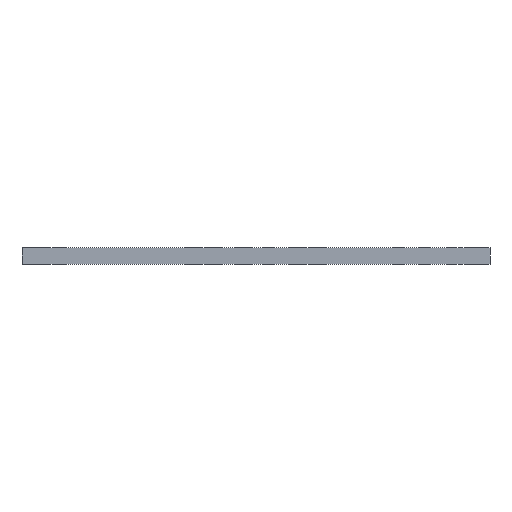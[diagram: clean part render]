
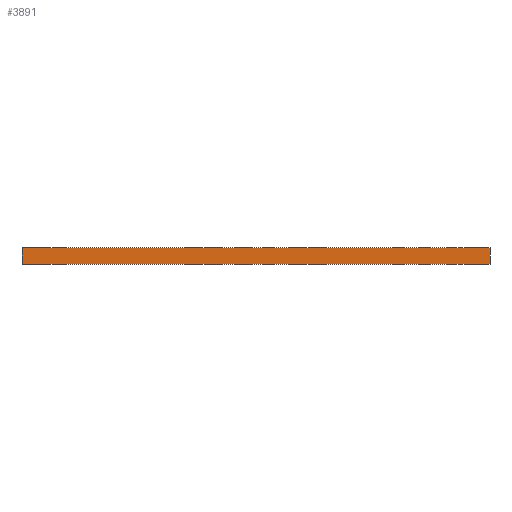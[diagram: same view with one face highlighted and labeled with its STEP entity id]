
A CAD part, front view. The second image highlights one B-rep face of the part: STEP entity #3891.
In plain terms, the highlighted planar face has unit normal (0, -1, 0).
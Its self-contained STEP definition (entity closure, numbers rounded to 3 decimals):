
#83 = PLANE('',#84);
#84 = AXIS2_PLACEMENT_3D('',#85,#86,#87);
#85 = CARTESIAN_POINT('',(148.501,-105.004,1.6));
#86 = DIRECTION('',(-0.,-0.,-1.));
#87 = DIRECTION('',(-1.,0.,0.));
#137 = PLANE('',#138);
#138 = AXIS2_PLACEMENT_3D('',#139,#140,#141);
#139 = CARTESIAN_POINT('',(148.501,-105.004,0.));
#140 = DIRECTION('',(-0.,-0.,-1.));
#141 = DIRECTION('',(-1.,0.,0.));
#630 = VERTEX_POINT('',#631);
#631 = CARTESIAN_POINT('',(171.361,-129.134,0.));
#645 = PLANE('',#646);
#646 = AXIS2_PLACEMENT_3D('',#647,#648,#649);
#647 = CARTESIAN_POINT('',(171.361,-125.705,0.));
#648 = DIRECTION('',(1.,0.,-0.));
#649 = DIRECTION('',(0.,-1.,0.));
#657 = EDGE_CURVE('',#630,#658,#660,.T.);
#658 = VERTEX_POINT('',#659);
#659 = CARTESIAN_POINT('',(125.641,-129.134,0.));
#660 = SURFACE_CURVE('',#661,(#665,#672),.PCURVE_S1.);
#661 = LINE('',#662,#663);
#662 = CARTESIAN_POINT('',(171.361,-129.134,0.));
#663 = VECTOR('',#664,1.);
#664 = DIRECTION('',(-1.,0.,0.));
#665 = PCURVE('',#137,#666);
#666 = DEFINITIONAL_REPRESENTATION('',(#667),#671);
#667 = LINE('',#668,#669);
#668 = CARTESIAN_POINT('',(-22.86,-24.13));
#669 = VECTOR('',#670,1.);
#670 = DIRECTION('',(1.,0.));
#671 = ( GEOMETRIC_REPRESENTATION_CONTEXT(2) 
PARAMETRIC_REPRESENTATION_CONTEXT() REPRESENTATION_CONTEXT('2D SPACE',''
  ) );
#672 = PCURVE('',#673,#678);
#673 = PLANE('',#674);
#674 = AXIS2_PLACEMENT_3D('',#675,#676,#677);
#675 = CARTESIAN_POINT('',(171.361,-129.134,0.));
#676 = DIRECTION('',(0.,-1.,0.));
#677 = DIRECTION('',(-1.,0.,0.));
#678 = DEFINITIONAL_REPRESENTATION('',(#679),#683);
#679 = LINE('',#680,#681);
#680 = CARTESIAN_POINT('',(0.,-0.));
#681 = VECTOR('',#682,1.);
#682 = DIRECTION('',(1.,0.));
#683 = ( GEOMETRIC_REPRESENTATION_CONTEXT(2) 
PARAMETRIC_REPRESENTATION_CONTEXT() REPRESENTATION_CONTEXT('2D SPACE',''
  ) );
#701 = PLANE('',#702);
#702 = AXIS2_PLACEMENT_3D('',#703,#704,#705);
#703 = CARTESIAN_POINT('',(125.641,-129.134,0.));
#704 = DIRECTION('',(-1.,0.,0.));
#705 = DIRECTION('',(0.,1.,0.));
#2395 = VERTEX_POINT('',#2396);
#2396 = CARTESIAN_POINT('',(171.361,-129.134,1.6));
#2417 = EDGE_CURVE('',#2395,#2418,#2420,.T.);
#2418 = VERTEX_POINT('',#2419);
#2419 = CARTESIAN_POINT('',(125.641,-129.134,1.6));
#2420 = SURFACE_CURVE('',#2421,(#2425,#2432),.PCURVE_S1.);
#2421 = LINE('',#2422,#2423);
#2422 = CARTESIAN_POINT('',(171.361,-129.134,1.6));
#2423 = VECTOR('',#2424,1.);
#2424 = DIRECTION('',(-1.,0.,0.));
#2425 = PCURVE('',#83,#2426);
#2426 = DEFINITIONAL_REPRESENTATION('',(#2427),#2431);
#2427 = LINE('',#2428,#2429);
#2428 = CARTESIAN_POINT('',(-22.86,-24.13));
#2429 = VECTOR('',#2430,1.);
#2430 = DIRECTION('',(1.,0.));
#2431 = ( GEOMETRIC_REPRESENTATION_CONTEXT(2) 
PARAMETRIC_REPRESENTATION_CONTEXT() REPRESENTATION_CONTEXT('2D SPACE',''
  ) );
#2432 = PCURVE('',#673,#2433);
#2433 = DEFINITIONAL_REPRESENTATION('',(#2434),#2438);
#2434 = LINE('',#2435,#2436);
#2435 = CARTESIAN_POINT('',(0.,-1.6));
#2436 = VECTOR('',#2437,1.);
#2437 = DIRECTION('',(1.,0.));
#2438 = ( GEOMETRIC_REPRESENTATION_CONTEXT(2) 
PARAMETRIC_REPRESENTATION_CONTEXT() REPRESENTATION_CONTEXT('2D SPACE',''
  ) );
#3841 = EDGE_CURVE('',#658,#2418,#3842,.T.);
#3842 = SURFACE_CURVE('',#3843,(#3847,#3854),.PCURVE_S1.);
#3843 = LINE('',#3844,#3845);
#3844 = CARTESIAN_POINT('',(125.641,-129.134,0.));
#3845 = VECTOR('',#3846,1.);
#3846 = DIRECTION('',(0.,0.,1.));
#3847 = PCURVE('',#701,#3848);
#3848 = DEFINITIONAL_REPRESENTATION('',(#3849),#3853);
#3849 = LINE('',#3850,#3851);
#3850 = CARTESIAN_POINT('',(0.,0.));
#3851 = VECTOR('',#3852,1.);
#3852 = DIRECTION('',(0.,-1.));
#3853 = ( GEOMETRIC_REPRESENTATION_CONTEXT(2) 
PARAMETRIC_REPRESENTATION_CONTEXT() REPRESENTATION_CONTEXT('2D SPACE',''
  ) );
#3854 = PCURVE('',#673,#3855);
#3855 = DEFINITIONAL_REPRESENTATION('',(#3856),#3860);
#3856 = LINE('',#3857,#3858);
#3857 = CARTESIAN_POINT('',(45.72,0.));
#3858 = VECTOR('',#3859,1.);
#3859 = DIRECTION('',(0.,-1.));
#3860 = ( GEOMETRIC_REPRESENTATION_CONTEXT(2) 
PARAMETRIC_REPRESENTATION_CONTEXT() REPRESENTATION_CONTEXT('2D SPACE',''
  ) );
#3891 = ADVANCED_FACE('',(#3892),#673,.T.);
#3892 = FACE_BOUND('',#3893,.T.);
#3893 = EDGE_LOOP('',(#3894,#3915,#3916,#3917));
#3894 = ORIENTED_EDGE('',*,*,#3895,.T.);
#3895 = EDGE_CURVE('',#630,#2395,#3896,.T.);
#3896 = SURFACE_CURVE('',#3897,(#3901,#3908),.PCURVE_S1.);
#3897 = LINE('',#3898,#3899);
#3898 = CARTESIAN_POINT('',(171.361,-129.134,0.));
#3899 = VECTOR('',#3900,1.);
#3900 = DIRECTION('',(0.,0.,1.));
#3901 = PCURVE('',#673,#3902);
#3902 = DEFINITIONAL_REPRESENTATION('',(#3903),#3907);
#3903 = LINE('',#3904,#3905);
#3904 = CARTESIAN_POINT('',(0.,-0.));
#3905 = VECTOR('',#3906,1.);
#3906 = DIRECTION('',(0.,-1.));
#3907 = ( GEOMETRIC_REPRESENTATION_CONTEXT(2) 
PARAMETRIC_REPRESENTATION_CONTEXT() REPRESENTATION_CONTEXT('2D SPACE',''
  ) );
#3908 = PCURVE('',#645,#3909);
#3909 = DEFINITIONAL_REPRESENTATION('',(#3910),#3914);
#3910 = LINE('',#3911,#3912);
#3911 = CARTESIAN_POINT('',(3.429,0.));
#3912 = VECTOR('',#3913,1.);
#3913 = DIRECTION('',(0.,-1.));
#3914 = ( GEOMETRIC_REPRESENTATION_CONTEXT(2) 
PARAMETRIC_REPRESENTATION_CONTEXT() REPRESENTATION_CONTEXT('2D SPACE',''
  ) );
#3915 = ORIENTED_EDGE('',*,*,#2417,.T.);
#3916 = ORIENTED_EDGE('',*,*,#3841,.F.);
#3917 = ORIENTED_EDGE('',*,*,#657,.F.);
